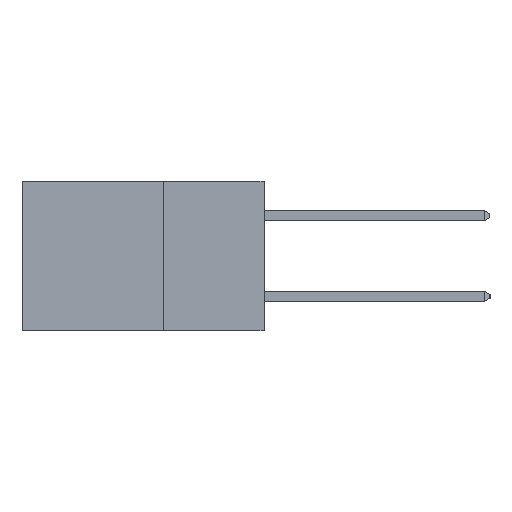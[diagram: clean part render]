
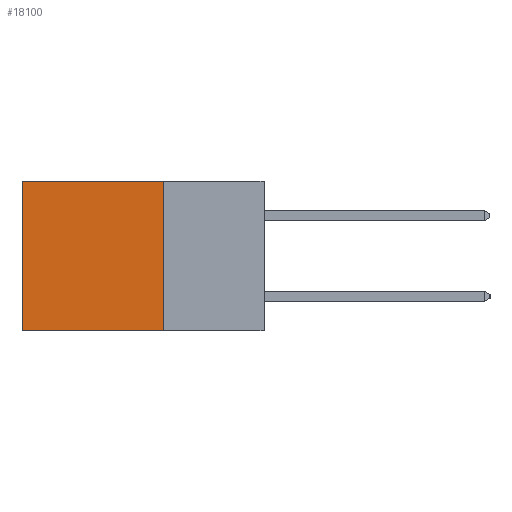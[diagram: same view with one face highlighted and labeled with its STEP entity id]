
A CAD part, left-side view. The second image highlights one B-rep face of the part: STEP entity #18100.
In plain terms, the highlighted planar face has unit normal (-1, 0, 0).
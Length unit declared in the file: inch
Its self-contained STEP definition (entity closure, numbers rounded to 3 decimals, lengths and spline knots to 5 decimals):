
#3225 = ORIENTED_EDGE ( 'NONE', *, *, #21490, .T. ) ;
#3327 = CARTESIAN_POINT ( 'NONE',  ( 0.2615, 0.6, -0.37 ) ) ;
#3579 = VERTEX_POINT ( 'NONE', #21332 ) ;
#3656 = EDGE_CURVE ( 'NONE', #19476, #3579, #15999, .T. ) ;
#5100 = EDGE_CURVE ( 'NONE', #19476, #16257, #5713, .T. ) ;
#5144 = DIRECTION ( 'NONE',  ( 1., 0., 0. ) ) ;
#5222 = CARTESIAN_POINT ( 'NONE',  ( 0.2615, 0.25, -0.37 ) ) ;
#5635 = CARTESIAN_POINT ( 'NONE',  ( 0.2615, 0.25, 0. ) ) ;
#5713 = LINE ( 'NONE', #8900, #10271 ) ;
#6262 = ORIENTED_EDGE ( 'NONE', *, *, #3656, .T. ) ;
#6295 = DIRECTION ( 'NONE',  ( 0., 1., 0. ) ) ;
#6383 = VECTOR ( 'NONE', #19143, 39.37008 ) ;
#7153 = PLANE ( 'NONE',  #18340 ) ;
#7744 = LINE ( 'NONE', #3327, #12286 ) ;
#8819 = DIRECTION ( 'NONE',  ( 0., 0., -1. ) ) ;
#8900 = CARTESIAN_POINT ( 'NONE',  ( 0.2615, 0.25, -0.37 ) ) ;
#9811 = ORIENTED_EDGE ( 'NONE', *, *, #19702, .F. ) ;
#10271 = VECTOR ( 'NONE', #8819, 39.37008 ) ;
#11581 = CARTESIAN_POINT ( 'NONE',  ( 0.2615, 0.25, -0.37 ) ) ;
#12286 = VECTOR ( 'NONE', #13055, 39.37008 ) ;
#12612 = VERTEX_POINT ( 'NONE', #17878 ) ;
#13055 = DIRECTION ( 'NONE',  ( 0., 0., -1. ) ) ;
#15999 = LINE ( 'NONE', #17961, #6383 ) ;
#16036 = VECTOR ( 'NONE', #6295, 39.37008 ) ;
#16257 = VERTEX_POINT ( 'NONE', #11581 ) ;
#16626 = LINE ( 'NONE', #21407, #16036 ) ;
#17878 = CARTESIAN_POINT ( 'NONE',  ( 0.2615, 0.6, -0.37 ) ) ;
#17961 = CARTESIAN_POINT ( 'NONE',  ( 0.2615, 0.25, 0. ) ) ;
#18007 = EDGE_LOOP ( 'NONE', ( #3225, #9811, #22174, #6262 ) ) ;
#18100 = ADVANCED_FACE ( 'NONE', ( #22099 ), #7153, .F. ) ;
#18340 = AXIS2_PLACEMENT_3D ( 'NONE', #5222, #5144, #20368 ) ;
#19143 = DIRECTION ( 'NONE',  ( 0., 1., 0. ) ) ;
#19476 = VERTEX_POINT ( 'NONE', #5635 ) ;
#19702 = EDGE_CURVE ( 'NONE', #16257, #12612, #16626, .T. ) ;
#20368 = DIRECTION ( 'NONE',  ( 0., 0., -1. ) ) ;
#21332 = CARTESIAN_POINT ( 'NONE',  ( 0.2615, 0.6, 0. ) ) ;
#21407 = CARTESIAN_POINT ( 'NONE',  ( 0.2615, 0.25, -0.37 ) ) ;
#21490 = EDGE_CURVE ( 'NONE', #3579, #12612, #7744, .T. ) ;
#22099 = FACE_OUTER_BOUND ( 'NONE', #18007, .T. ) ;
#22174 = ORIENTED_EDGE ( 'NONE', *, *, #5100, .F. ) ;
